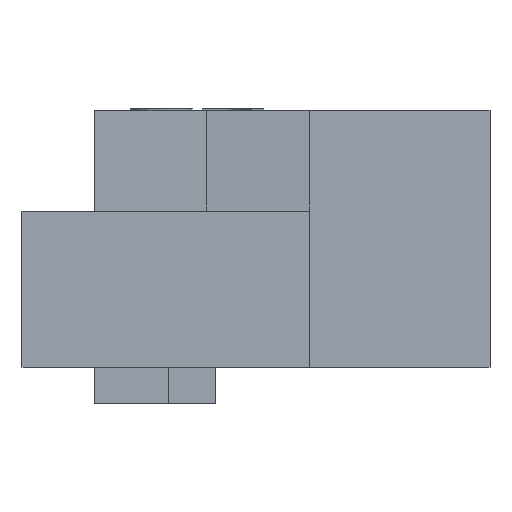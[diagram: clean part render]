
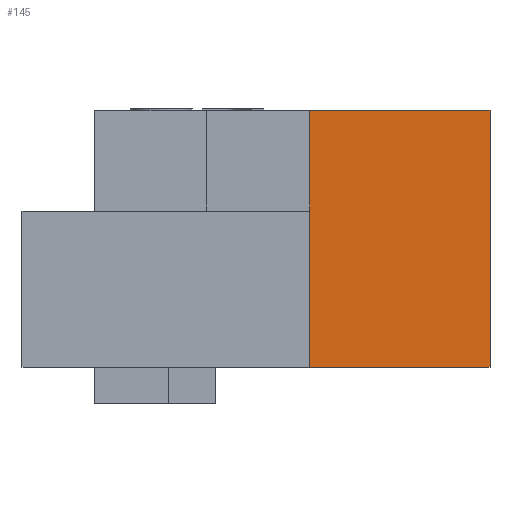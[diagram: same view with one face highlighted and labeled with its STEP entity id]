
A CAD part, front view. The second image highlights one B-rep face of the part: STEP entity #145.
In plain terms, the highlighted planar face has unit normal (0, -1, 0).
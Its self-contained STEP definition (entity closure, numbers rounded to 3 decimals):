
#94=PLANE('',#1116);
#145=ADVANCED_FACE('',(#197),#94,.T.);
#197=FACE_OUTER_BOUND('',#251,.T.);
#251=EDGE_LOOP('',(#651,#652,#653,#654));
#342=LINE('',#1591,#464);
#343=LINE('',#1594,#465);
#344=LINE('',#1596,#466);
#345=LINE('',#1598,#467);
#464=VECTOR('',#1293,1.);
#465=VECTOR('',#1294,1.);
#466=VECTOR('',#1295,1.);
#467=VECTOR('',#1296,1.);
#651=ORIENTED_EDGE('',*,*,#975,.T.);
#652=ORIENTED_EDGE('',*,*,#976,.T.);
#653=ORIENTED_EDGE('',*,*,#977,.F.);
#654=ORIENTED_EDGE('',*,*,#978,.F.);
#859=VERTEX_POINT('',#1592);
#860=VERTEX_POINT('',#1593);
#861=VERTEX_POINT('',#1595);
#862=VERTEX_POINT('',#1597);
#975=EDGE_CURVE('',#859,#860,#342,.T.);
#976=EDGE_CURVE('',#860,#861,#343,.T.);
#977=EDGE_CURVE('',#862,#861,#344,.T.);
#978=EDGE_CURVE('',#859,#862,#345,.T.);
#1116=AXIS2_PLACEMENT_3D('',#1599,#1297,#1298);
#1293=DIRECTION('',(1.,0.,0.));
#1294=DIRECTION('',(0.,0.,1.));
#1295=DIRECTION('',(1.,0.,0.));
#1296=DIRECTION('',(0.,0.,1.));
#1297=DIRECTION('',(0.,-1.,0.));
#1298=DIRECTION('',(1.,0.,0.));
#1591=CARTESIAN_POINT('',(8.,9.15,1.));
#1592=CARTESIAN_POINT('',(8.,9.15,1.));
#1593=CARTESIAN_POINT('',(13.02,9.15,1.));
#1594=CARTESIAN_POINT('',(13.02,9.15,1.));
#1595=CARTESIAN_POINT('',(13.02,9.15,8.15));
#1596=CARTESIAN_POINT('',(8.,9.15,8.15));
#1597=CARTESIAN_POINT('',(8.,9.15,8.15));
#1598=CARTESIAN_POINT('',(8.,9.15,1.));
#1599=CARTESIAN_POINT('',(8.,9.15,0.));
